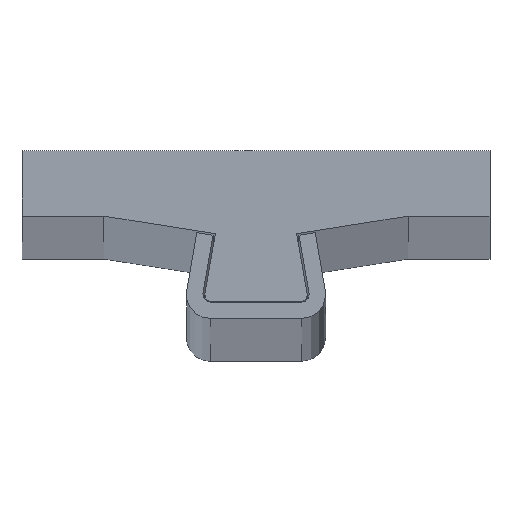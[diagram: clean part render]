
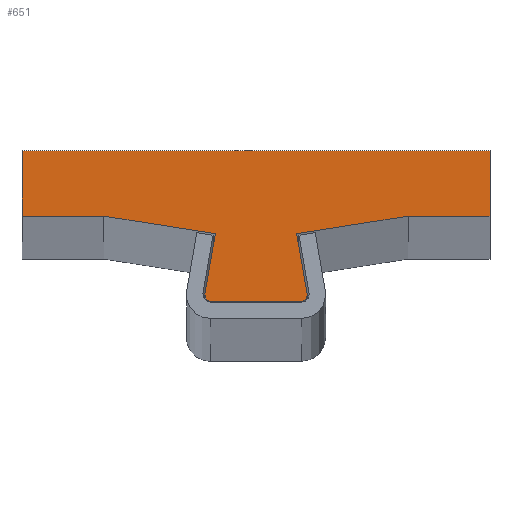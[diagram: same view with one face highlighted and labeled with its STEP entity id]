
A CAD part, top view. The second image highlights one B-rep face of the part: STEP entity #651.
In plain terms, the highlighted planar face has unit normal (0, 0, 1).
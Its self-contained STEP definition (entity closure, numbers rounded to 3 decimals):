
#15 = VERTEX_POINT ( 'NONE', #21 ) ;
#19 = LINE ( 'NONE', #575, #587 ) ;
#21 = CARTESIAN_POINT ( 'NONE',  ( -4.957, 5.5, 0. ) ) ;
#26 = EDGE_CURVE ( 'NONE', #15, #1386, #1040, .T. ) ;
#33 = CARTESIAN_POINT ( 'NONE',  ( -18.575, 7.645, 0. ) ) ;
#38 = CARTESIAN_POINT ( 'NONE',  ( -5.45, -2., 0. ) ) ;
#43 = ORIENTED_EDGE ( 'NONE', *, *, #160, .T. ) ;
#89 = CARTESIAN_POINT ( 'NONE',  ( -28.575, 7.645, 0. ) ) ;
#112 = CARTESIAN_POINT ( 'NONE',  ( 5.45, -2.8, 0. ) ) ;
#121 = VECTOR ( 'NONE', #1472, 1000. ) ;
#138 = LINE ( 'NONE', #479, #969 ) ;
#159 = CARTESIAN_POINT ( 'NONE',  ( 18.575, 7.645, 0. ) ) ;
#160 = EDGE_CURVE ( 'NONE', #1100, #657, #19, .T. ) ;
#166 = VERTEX_POINT ( 'NONE', #159 ) ;
#178 = EDGE_CURVE ( 'NONE', #831, #1449, #1274, .T. ) ;
#202 = ORIENTED_EDGE ( 'NONE', *, *, #799, .T. ) ;
#226 = ORIENTED_EDGE ( 'NONE', *, *, #287, .T. ) ;
#232 = LINE ( 'NONE', #33, #271 ) ;
#259 = DIRECTION ( 'NONE',  ( -0.171, -0.985, 0. ) ) ;
#264 = VECTOR ( 'NONE', #1141, 1000. ) ;
#269 = DIRECTION ( 'NONE',  ( 0., 0., 1. ) ) ;
#271 = VECTOR ( 'NONE', #363, 1000. ) ;
#272 = EDGE_CURVE ( 'NONE', #1386, #831, #489, .T. ) ;
#282 = LINE ( 'NONE', #411, #772 ) ;
#287 = EDGE_CURVE ( 'NONE', #976, #166, #1297, .T. ) ;
#306 = DIRECTION ( 'NONE',  ( 0., -1., 0. ) ) ;
#320 = VERTEX_POINT ( 'NONE', #828 ) ;
#347 = CARTESIAN_POINT ( 'NONE',  ( -18.575, 7.645, 0. ) ) ;
#363 = DIRECTION ( 'NONE',  ( 1., 0., 0. ) ) ;
#371 = ORIENTED_EDGE ( 'NONE', *, *, #1271, .T. ) ;
#372 = CARTESIAN_POINT ( 'NONE',  ( 5.45, -2., 0. ) ) ;
#385 = DIRECTION ( 'NONE',  ( 0.988, 0.156, 0. ) ) ;
#407 = CIRCLE ( 'NONE', #919, 0.8 ) ;
#411 = CARTESIAN_POINT ( 'NONE',  ( -28.575, 15.645, 0. ) ) ;
#428 = FACE_OUTER_BOUND ( 'NONE', #523, .T. ) ;
#451 = DIRECTION ( 'NONE',  ( 1., 0., 0. ) ) ;
#454 = DIRECTION ( 'NONE',  ( 0., 0., 1. ) ) ;
#479 = CARTESIAN_POINT ( 'NONE',  ( 28.575, 15.645, 0. ) ) ;
#489 = CIRCLE ( 'NONE', #1458, 0.8 ) ;
#498 = CARTESIAN_POINT ( 'NONE',  ( 18.575, 7.645, 0. ) ) ;
#512 = ORIENTED_EDGE ( 'NONE', *, *, #1001, .T. ) ;
#523 = EDGE_LOOP ( 'NONE', ( #802, #1030, #512, #1343, #824, #226, #665, #371, #43, #713, #848, #202, #1321 ) ) ;
#535 = CARTESIAN_POINT ( 'NONE',  ( -6.238, -1.863, 0. ) ) ;
#536 = CARTESIAN_POINT ( 'NONE',  ( 6.25, -2., 0. ) ) ;
#575 = CARTESIAN_POINT ( 'NONE',  ( -28.575, 15.645, 0. ) ) ;
#576 = CARTESIAN_POINT ( 'NONE',  ( -18.575, 7.645, 0. ) ) ;
#577 = VERTEX_POINT ( 'NONE', #89 ) ;
#586 = DIRECTION ( 'NONE',  ( 0., 1., 0. ) ) ;
#587 = VECTOR ( 'NONE', #1388, 1000. ) ;
#651 = ADVANCED_FACE ( 'NONE', ( #428 ), #1475, .T. ) ;
#657 = VERTEX_POINT ( 'NONE', #922 ) ;
#665 = ORIENTED_EDGE ( 'NONE', *, *, #866, .T. ) ;
#668 = CARTESIAN_POINT ( 'NONE',  ( -5.45, -2.8, 0. ) ) ;
#674 = CARTESIAN_POINT ( 'NONE',  ( 18.575, 7.645, 0. ) ) ;
#701 = DIRECTION ( 'NONE',  ( 0., 0., 1. ) ) ;
#713 = ORIENTED_EDGE ( 'NONE', *, *, #1082, .T. ) ;
#737 = CARTESIAN_POINT ( 'NONE',  ( -5.45, -2., 0. ) ) ;
#742 = VERTEX_POINT ( 'NONE', #576 ) ;
#768 = VECTOR ( 'NONE', #259, 1000. ) ;
#772 = VECTOR ( 'NONE', #306, 1000. ) ;
#788 = DIRECTION ( 'NONE',  ( -0.171, 0.985, 0. ) ) ;
#799 = EDGE_CURVE ( 'NONE', #742, #15, #1371, .T. ) ;
#802 = ORIENTED_EDGE ( 'NONE', *, *, #272, .T. ) ;
#824 = ORIENTED_EDGE ( 'NONE', *, *, #1264, .T. ) ;
#825 = DIRECTION ( 'NONE',  ( 1., 0., 0. ) ) ;
#828 = CARTESIAN_POINT ( 'NONE',  ( 28.575, 7.645, 0. ) ) ;
#831 = VERTEX_POINT ( 'NONE', #668 ) ;
#848 = ORIENTED_EDGE ( 'NONE', *, *, #1187, .T. ) ;
#860 = VERTEX_POINT ( 'NONE', #1364 ) ;
#866 = EDGE_CURVE ( 'NONE', #166, #320, #998, .T. ) ;
#909 = LINE ( 'NONE', #1387, #1184 ) ;
#919 = AXIS2_PLACEMENT_3D ( 'NONE', #372, #269, #1072 ) ;
#922 = CARTESIAN_POINT ( 'NONE',  ( -28.575, 15.645, 0. ) ) ;
#969 = VECTOR ( 'NONE', #586, 1000. ) ;
#976 = VERTEX_POINT ( 'NONE', #1243 ) ;
#990 = VECTOR ( 'NONE', #1239, 1000. ) ;
#998 = LINE ( 'NONE', #674, #121 ) ;
#1001 = EDGE_CURVE ( 'NONE', #1449, #1150, #1258, .T. ) ;
#1028 = CARTESIAN_POINT ( 'NONE',  ( 5.45, -2., 0. ) ) ;
#1030 = ORIENTED_EDGE ( 'NONE', *, *, #178, .T. ) ;
#1040 = LINE ( 'NONE', #1269, #768 ) ;
#1072 = DIRECTION ( 'NONE',  ( -1., 0., 0. ) ) ;
#1082 = EDGE_CURVE ( 'NONE', #657, #577, #282, .T. ) ;
#1100 = VERTEX_POINT ( 'NONE', #1289 ) ;
#1141 = DIRECTION ( 'NONE',  ( 1., 0., 0. ) ) ;
#1150 = VERTEX_POINT ( 'NONE', #536 ) ;
#1184 = VECTOR ( 'NONE', #788, 1000. ) ;
#1187 = EDGE_CURVE ( 'NONE', #577, #742, #232, .T. ) ;
#1239 = DIRECTION ( 'NONE',  ( 0.988, -0.156, 0. ) ) ;
#1243 = CARTESIAN_POINT ( 'NONE',  ( 4.957, 5.5, 0. ) ) ;
#1253 = DIRECTION ( 'NONE',  ( -1., 0., 0. ) ) ;
#1258 = CIRCLE ( 'NONE', #1309, 0.8 ) ;
#1264 = EDGE_CURVE ( 'NONE', #860, #976, #909, .T. ) ;
#1269 = CARTESIAN_POINT ( 'NONE',  ( -4.957, 5.5, 0. ) ) ;
#1271 = EDGE_CURVE ( 'NONE', #320, #1100, #138, .T. ) ;
#1274 = LINE ( 'NONE', #1414, #264 ) ;
#1289 = CARTESIAN_POINT ( 'NONE',  ( 28.575, 15.645, 0. ) ) ;
#1297 = LINE ( 'NONE', #498, #1357 ) ;
#1309 = AXIS2_PLACEMENT_3D ( 'NONE', #1028, #454, #1253 ) ;
#1321 = ORIENTED_EDGE ( 'NONE', *, *, #26, .T. ) ;
#1331 = AXIS2_PLACEMENT_3D ( 'NONE', #38, #701, #451 ) ;
#1343 = ORIENTED_EDGE ( 'NONE', *, *, #1393, .T. ) ;
#1357 = VECTOR ( 'NONE', #385, 1000. ) ;
#1364 = CARTESIAN_POINT ( 'NONE',  ( 6.238, -1.863, 0. ) ) ;
#1371 = LINE ( 'NONE', #347, #990 ) ;
#1386 = VERTEX_POINT ( 'NONE', #535 ) ;
#1387 = CARTESIAN_POINT ( 'NONE',  ( 4.957, 5.5, 0. ) ) ;
#1388 = DIRECTION ( 'NONE',  ( -1., 0., 0. ) ) ;
#1393 = EDGE_CURVE ( 'NONE', #1150, #860, #407, .T. ) ;
#1414 = CARTESIAN_POINT ( 'NONE',  ( 5.45, -2.8, 0. ) ) ;
#1421 = DIRECTION ( 'NONE',  ( 0., 0., 1. ) ) ;
#1449 = VERTEX_POINT ( 'NONE', #112 ) ;
#1458 = AXIS2_PLACEMENT_3D ( 'NONE', #737, #1421, #825 ) ;
#1472 = DIRECTION ( 'NONE',  ( 1., 0., 0. ) ) ;
#1475 = PLANE ( 'NONE',  #1331 ) ;
